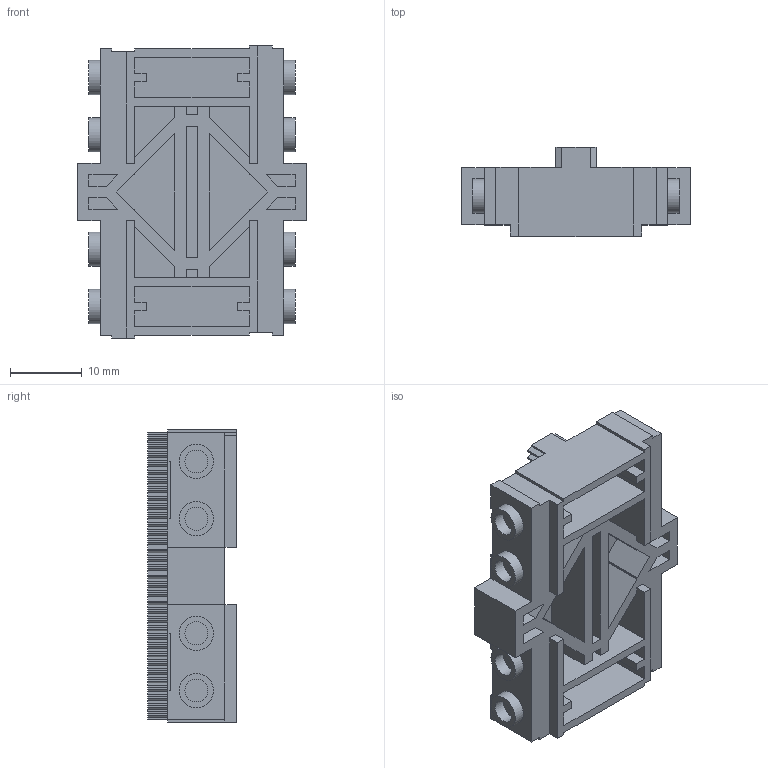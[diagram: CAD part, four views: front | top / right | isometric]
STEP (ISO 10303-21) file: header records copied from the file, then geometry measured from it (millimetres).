
FILE_DESCRIPTION(('Open CASCADE Model'),'2;1');
FILE_NAME('Open CASCADE Shape Model','2024-11-10T01:02:00',('Author'),( 'Open CASCADE'),'Open CASCADE STEP processor 7.7','Open CASCADE 7.7' ,'Unknown');
FILE_SCHEMA(('AUTOMOTIVE_DESIGN { 1 0 10303 214 1 1 1 1 }'));
Length unit declared in the file: millimetre
Products named in the file (1): Open CASCADE STEP translator 7.7 3
Bounding box: 32 x 12.4 x 40.8 mm (x, y, z)
Volume: 6590.2 mm3; surface area: 6844.8 mm2
Topology: 1 solids, 1 shells, 453 faces, 1278 edges, 852 vertices
Faces by surface type: plane 437, cylinder 16
Full cylindrical faces by diameter (mm): 3.2 x8, 4.8 x8
Entity records: 31036 total; most frequent: CARTESIAN_POINT 5236, DIRECTION 4758, LINE 3770, VECTOR 3770, ORIENTED_EDGE 2556, PCURVE 2556, DEFINITIONAL_REPRESENTATION 2556, EDGE_CURVE 1278
